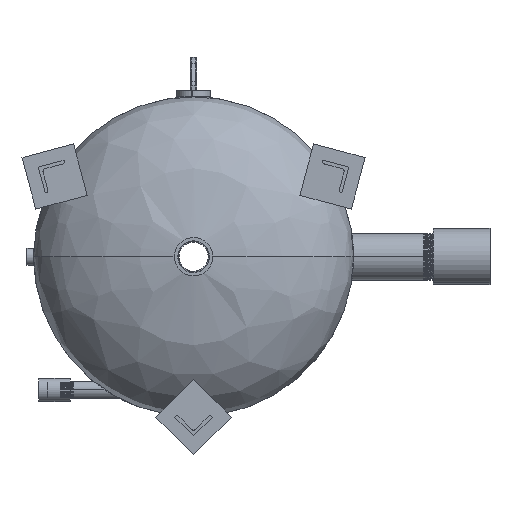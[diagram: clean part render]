
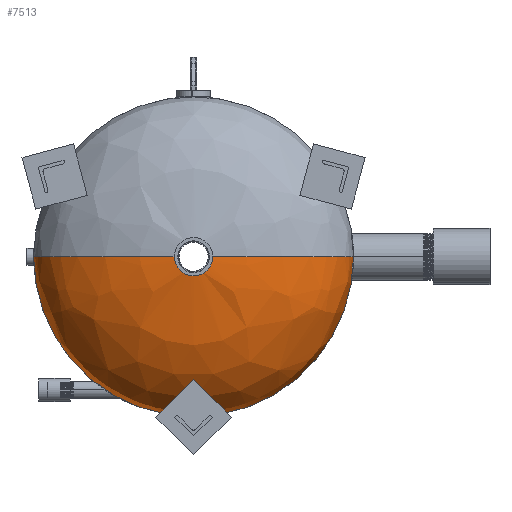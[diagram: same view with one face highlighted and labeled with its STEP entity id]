
A CAD part, front view. The second image highlights one B-rep face of the part: STEP entity #7513.
In plain terms, the highlighted free-form (B-spline) face has degree [3, 3] with [4, 4] control points.
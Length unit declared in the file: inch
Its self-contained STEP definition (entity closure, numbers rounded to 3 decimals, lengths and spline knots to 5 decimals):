
#196 = CARTESIAN_POINT ( 'NONE',  ( -12., 5.31709, 0. ) ) ;
#441 = EDGE_CURVE ( 'NONE', #3148, #23652, #8880, .T. ) ;
#1214 = CARTESIAN_POINT ( 'NONE',  ( 12., 2., 0. ) ) ;
#1310 = AXIS2_PLACEMENT_3D ( 'NONE', #19241, #2752, #15073 ) ;
#1419 = CARTESIAN_POINT ( 'NONE',  ( 7.70705, 7.78757, 0. ) ) ;
#1652 = CARTESIAN_POINT ( 'NONE',  ( -1.3125, 8.15038, 2.625 ) ) ;
#2636 = EDGE_CURVE ( 'NONE', #6500, #9403, #9522, .T. ) ;
#2752 = DIRECTION ( 'NONE',  ( 0., -1., 0. ) ) ;
#3148 = VERTEX_POINT ( 'NONE', #19311 ) ;
#3235 = FACE_OUTER_BOUND ( 'NONE', #21157, .T. ) ;
#3676 = CARTESIAN_POINT ( 'NONE',  ( -7.70705, 7.78757, 0. ) ) ;
#3774 = EDGE_CURVE ( 'NONE', #14332, #3148, #15491, .T. ) ;
#3882 = CARTESIAN_POINT ( 'NONE',  ( 0., 8.15038, 1.3125 ) ) ;
#4933 = CARTESIAN_POINT ( 'NONE',  ( -12., 2., 0. ) ) ;
#5287 = CARTESIAN_POINT ( 'NONE',  ( 7.70705, 7.78757, 15.4141 ) ) ;
#5818 = CARTESIAN_POINT ( 'NONE',  ( -12., 2., 0. ) ) ;
#5831 = ORIENTED_EDGE ( 'NONE', *, *, #441, .T. ) ;
#6048 = EDGE_CURVE ( 'NONE', #6500, #14332, #7654, .T. ) ;
#6500 = VERTEX_POINT ( 'NONE', #15982 ) ;
#6736 = CARTESIAN_POINT ( 'NONE',  ( -12., 5.31709, 0. ) ) ;
#6935 = CARTESIAN_POINT ( 'NONE',  ( 7.70705, 7.78757, 0. ) ) ;
#7513 = ADVANCED_FACE ( 'NONE', ( #3235 ), #8597, .F. ) ;
#7654 = CIRCLE ( 'NONE', #22997, 1.3125 ) ;
#8597 =( BOUNDED_SURFACE ( )  B_SPLINE_SURFACE ( 3, 3, ( 
 ( #19489, #12265, #1652, #14441 ),
 ( #1419, #5287, #9033, #10581 ),
 ( #21542, #17689, #10353, #6736 ),
 ( #8670, #8786, #14086, #4933 ) ),
 .UNSPECIFIED., .F., .F., .F. ) 
 B_SPLINE_SURFACE_WITH_KNOTS ( ( 4, 4 ),
 ( 4, 4 ),
 ( 0., 1. ),
 ( 0., 1. ),
 .UNSPECIFIED. ) 
 GEOMETRIC_REPRESENTATION_ITEM ( )  RATIONAL_B_SPLINE_SURFACE ( (
 ( 1., 0.333, 0.333, 1.),
 ( 0.83, 0.277, 0.277, 0.83),
 ( 0.83, 0.277, 0.277, 0.83),
 ( 1., 0.333, 0.333, 1.) ) ) 
 REPRESENTATION_ITEM ( '' )  SURFACE ( )  );
#8670 = CARTESIAN_POINT ( 'NONE',  ( 12., 2., 0. ) ) ;
#8786 = CARTESIAN_POINT ( 'NONE',  ( 12., 2., 24. ) ) ;
#8880 =( BOUNDED_CURVE ( )  B_SPLINE_CURVE ( 3, ( #18496, #3676, #196, #14530 ),
 .UNSPECIFIED., .F., .F. ) 
 B_SPLINE_CURVE_WITH_KNOTS ( ( 4, 4 ),
 ( 4.82198, 6.28319 ),
 .UNSPECIFIED. ) 
 CURVE ( )  GEOMETRIC_REPRESENTATION_ITEM ( )  RATIONAL_B_SPLINE_CURVE ( ( 1., 0.83, 0.83, 1. ) ) 
 REPRESENTATION_ITEM ( '' )  );
#9033 = CARTESIAN_POINT ( 'NONE',  ( -7.70705, 7.78757, 15.4141 ) ) ;
#9152 = DIRECTION ( 'NONE',  ( 0., -1., 0. ) ) ;
#9338 = CARTESIAN_POINT ( 'NONE',  ( 0., 8.15038, 0. ) ) ;
#9403 = VERTEX_POINT ( 'NONE', #1214 ) ;
#9522 =( BOUNDED_CURVE ( )  B_SPLINE_CURVE ( 3, ( #16089, #6935, #14529, #14293 ),
 .UNSPECIFIED., .F., .T. ) 
 B_SPLINE_CURVE_WITH_KNOTS ( ( 4, 4 ),
 ( 4.82198, 6.28319 ),
 .UNSPECIFIED. ) 
 CURVE ( )  GEOMETRIC_REPRESENTATION_ITEM ( )  RATIONAL_B_SPLINE_CURVE ( ( 1., 0.83, 0.83, 1. ) ) 
 REPRESENTATION_ITEM ( '' )  );
#10158 = CIRCLE ( 'NONE', #1310, 12. ) ;
#10353 = CARTESIAN_POINT ( 'NONE',  ( -12., 5.31709, 24. ) ) ;
#10581 = CARTESIAN_POINT ( 'NONE',  ( -7.70705, 7.78757, 0. ) ) ;
#12265 = CARTESIAN_POINT ( 'NONE',  ( 1.3125, 8.15038, 2.625 ) ) ;
#12874 = ORIENTED_EDGE ( 'NONE', *, *, #2636, .F. ) ;
#13428 = DIRECTION ( 'NONE',  ( 0., -1., 0. ) ) ;
#14086 = CARTESIAN_POINT ( 'NONE',  ( -12., 2., 24. ) ) ;
#14293 = CARTESIAN_POINT ( 'NONE',  ( 12., 2., 0. ) ) ;
#14332 = VERTEX_POINT ( 'NONE', #3882 ) ;
#14441 = CARTESIAN_POINT ( 'NONE',  ( -1.3125, 8.15038, 0. ) ) ;
#14529 = CARTESIAN_POINT ( 'NONE',  ( 12., 5.31709, 0. ) ) ;
#14530 = CARTESIAN_POINT ( 'NONE',  ( -12., 2., 0. ) ) ;
#14693 = DIRECTION ( 'NONE',  ( 1., 0., 0. ) ) ;
#15073 = DIRECTION ( 'NONE',  ( 1., 0., 0. ) ) ;
#15491 = CIRCLE ( 'NONE', #15860, 1.3125 ) ;
#15721 = EDGE_CURVE ( 'NONE', #9403, #23652, #10158, .T. ) ;
#15860 = AXIS2_PLACEMENT_3D ( 'NONE', #9338, #13428, #20531 ) ;
#15982 = CARTESIAN_POINT ( 'NONE',  ( 1.3125, 8.15038, 0. ) ) ;
#16089 = CARTESIAN_POINT ( 'NONE',  ( 1.3125, 8.15038, 0. ) ) ;
#17689 = CARTESIAN_POINT ( 'NONE',  ( 12., 5.31709, 24. ) ) ;
#18496 = CARTESIAN_POINT ( 'NONE',  ( -1.3125, 8.15038, 0. ) ) ;
#19241 = CARTESIAN_POINT ( 'NONE',  ( 0., 2., 0. ) ) ;
#19311 = CARTESIAN_POINT ( 'NONE',  ( -1.3125, 8.15038, 0. ) ) ;
#19489 = CARTESIAN_POINT ( 'NONE',  ( 1.3125, 8.15038, 0. ) ) ;
#20531 = DIRECTION ( 'NONE',  ( 1., 0., 0. ) ) ;
#20671 = ORIENTED_EDGE ( 'NONE', *, *, #15721, .F. ) ;
#21157 = EDGE_LOOP ( 'NONE', ( #22277, #5831, #20671, #12874, #21512 ) ) ;
#21512 = ORIENTED_EDGE ( 'NONE', *, *, #6048, .T. ) ;
#21542 = CARTESIAN_POINT ( 'NONE',  ( 12., 5.31709, 0. ) ) ;
#21908 = CARTESIAN_POINT ( 'NONE',  ( 0., 8.15038, 0. ) ) ;
#22277 = ORIENTED_EDGE ( 'NONE', *, *, #3774, .T. ) ;
#22997 = AXIS2_PLACEMENT_3D ( 'NONE', #21908, #9152, #14693 ) ;
#23652 = VERTEX_POINT ( 'NONE', #5818 ) ;
